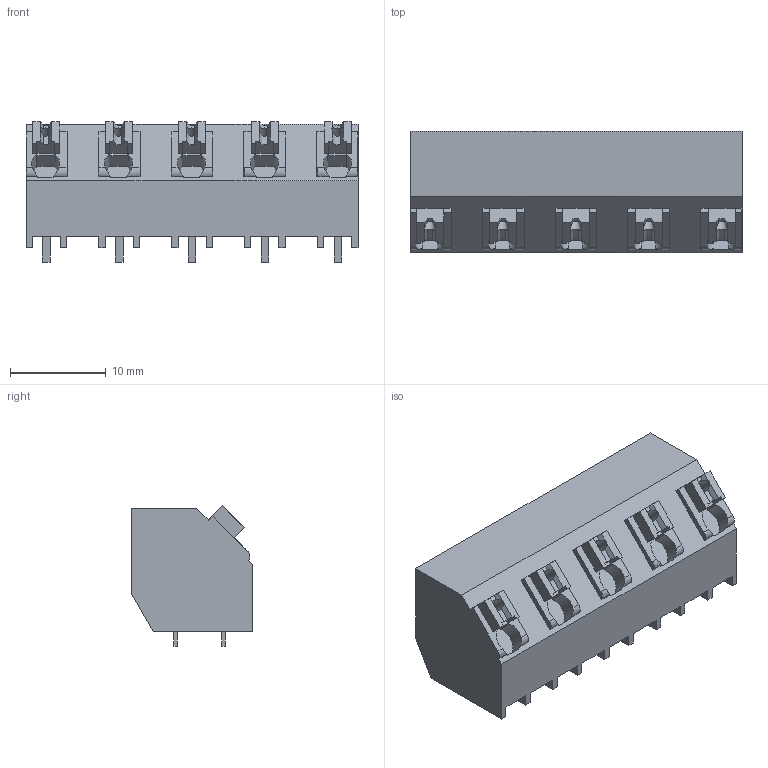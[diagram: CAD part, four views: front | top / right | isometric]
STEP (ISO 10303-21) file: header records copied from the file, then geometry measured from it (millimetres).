
FILE_DESCRIPTION(('CATIA V5 STEP Exchange','CAx-IF Rec.Pracs.--- Model Styling and Organization---1.2---2011-12-15'),'2;1');
FILE_NAME ('D1458435_0_1884980000_1884980000.stp','2018-03-20T15:01:49+00:00',('none'),('Weidmueller'),'CATIA Version 5-6 Release 2014','CATIA V5 STEP AP214','none');
FILE_SCHEMA(('AUTOMOTIVE_DESIGN { 1 0 10303 214 1 1 1 1 }'));
Length unit declared in the file: millimetre
Products named in the file (1): 1884980000
Bounding box: 34.68 x 12.7 x 14.66 mm (x, y, z)
Volume: 3838.4 mm3; surface area: 3362.2 mm2
Topology: 16 solids, 16 shells, 383 faces, 1073 edges, 729 vertices
Faces by surface type: plane 349, cylinder 34
Entity records: 11420 total; most frequent: CARTESIAN_POINT 2216, ORIENTED_EDGE 2146, DIRECTION 1456, EDGE_CURVE 1073, VECTOR 959, LINE 959, VERTEX_POINT 729, EDGE_LOOP 400
